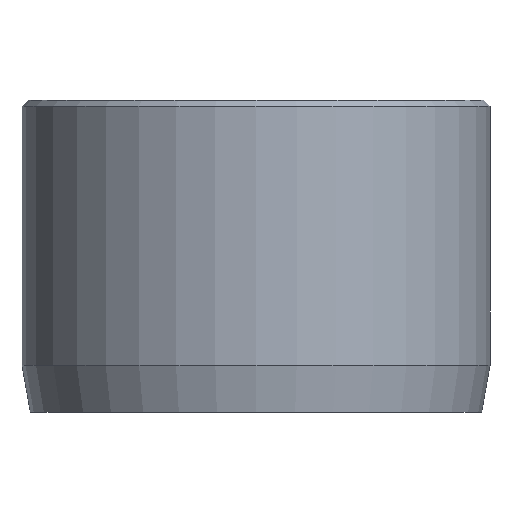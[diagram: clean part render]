
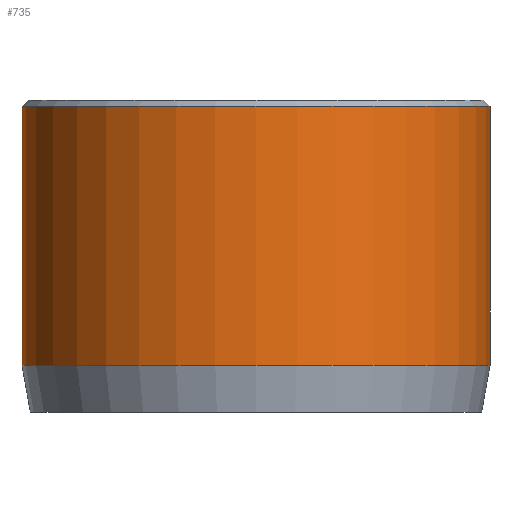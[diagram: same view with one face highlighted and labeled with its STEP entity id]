
A CAD part, front view. The second image highlights one B-rep face of the part: STEP entity #735.
In plain terms, the highlighted cylindrical face has radius 7.5 mm (diameter 15 mm), a partial arc.
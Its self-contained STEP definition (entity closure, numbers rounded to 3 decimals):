
#11 = VERTEX_POINT ( 'NONE', #167 ) ;
#12 = CARTESIAN_POINT ( 'NONE',  ( -7.5, 0., 10. ) ) ;
#91 = AXIS2_PLACEMENT_3D ( 'NONE', #1236, #1198, #96 ) ;
#96 = DIRECTION ( 'NONE',  ( -1., 0., 0. ) ) ;
#167 = CARTESIAN_POINT ( 'NONE',  ( 7.5, 0., 9.8 ) ) ;
#210 = ORIENTED_EDGE ( 'NONE', *, *, #247, .T. ) ;
#215 = CARTESIAN_POINT ( 'NONE',  ( -7.5, 0., 9.8 ) ) ;
#221 = ORIENTED_EDGE ( 'NONE', *, *, #1213, .T. ) ;
#225 = ORIENTED_EDGE ( 'NONE', *, *, #786, .F. ) ;
#234 = VERTEX_POINT ( 'NONE', #1178 ) ;
#247 = EDGE_CURVE ( 'NONE', #11, #1015, #823, .T. ) ;
#272 = CYLINDRICAL_SURFACE ( 'NONE', #91, 7.5 ) ;
#406 = AXIS2_PLACEMENT_3D ( 'NONE', #787, #802, #779 ) ;
#445 = AXIS2_PLACEMENT_3D ( 'NONE', #457, #481, #479 ) ;
#457 = CARTESIAN_POINT ( 'NONE',  ( 0., 0., 1.5 ) ) ;
#469 = VECTOR ( 'NONE', #1116, 1000. ) ;
#479 = DIRECTION ( 'NONE',  ( 1., 0., 0. ) ) ;
#481 = DIRECTION ( 'NONE',  ( 0., 0., 1. ) ) ;
#494 = CARTESIAN_POINT ( 'NONE',  ( -7.5, 0., 1.5 ) ) ;
#497 = DIRECTION ( 'NONE',  ( 0., 0., -1. ) ) ;
#573 = EDGE_CURVE ( 'NONE', #587, #234, #1171, .T. ) ;
#587 = VERTEX_POINT ( 'NONE', #494 ) ;
#735 = ADVANCED_FACE ( 'NONE', ( #768 ), #272, .T. ) ;
#768 = FACE_OUTER_BOUND ( 'NONE', #1240, .T. ) ;
#779 = DIRECTION ( 'NONE',  ( 1., 0., 0. ) ) ;
#786 = EDGE_CURVE ( 'NONE', #11, #234, #943, .T. ) ;
#787 = CARTESIAN_POINT ( 'NONE',  ( 0., 0., 9.8 ) ) ;
#802 = DIRECTION ( 'NONE',  ( 0., 0., -1. ) ) ;
#807 = ORIENTED_EDGE ( 'NONE', *, *, #573, .T. ) ;
#820 = LINE ( 'NONE', #12, #1034 ) ;
#823 = CIRCLE ( 'NONE', #406, 7.5 ) ;
#943 = LINE ( 'NONE', #1054, #469 ) ;
#1015 = VERTEX_POINT ( 'NONE', #215 ) ;
#1034 = VECTOR ( 'NONE', #497, 1000. ) ;
#1054 = CARTESIAN_POINT ( 'NONE',  ( 7.5, 0., 10. ) ) ;
#1116 = DIRECTION ( 'NONE',  ( 0., 0., -1. ) ) ;
#1171 = CIRCLE ( 'NONE', #445, 7.5 ) ;
#1178 = CARTESIAN_POINT ( 'NONE',  ( 7.5, 0., 1.5 ) ) ;
#1198 = DIRECTION ( 'NONE',  ( 0., 0., -1. ) ) ;
#1213 = EDGE_CURVE ( 'NONE', #1015, #587, #820, .T. ) ;
#1236 = CARTESIAN_POINT ( 'NONE',  ( 0., 0., 10. ) ) ;
#1240 = EDGE_LOOP ( 'NONE', ( #225, #210, #221, #807 ) ) ;
